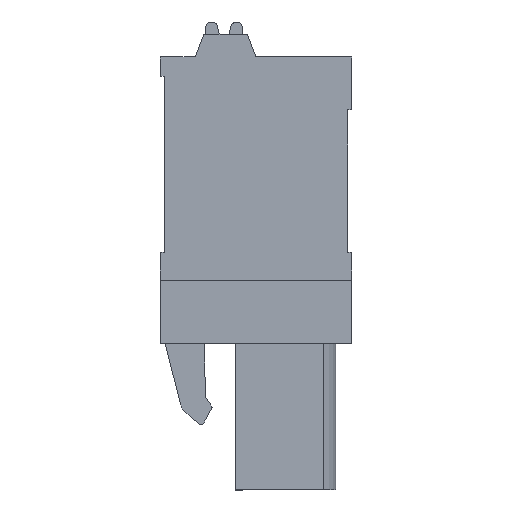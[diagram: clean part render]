
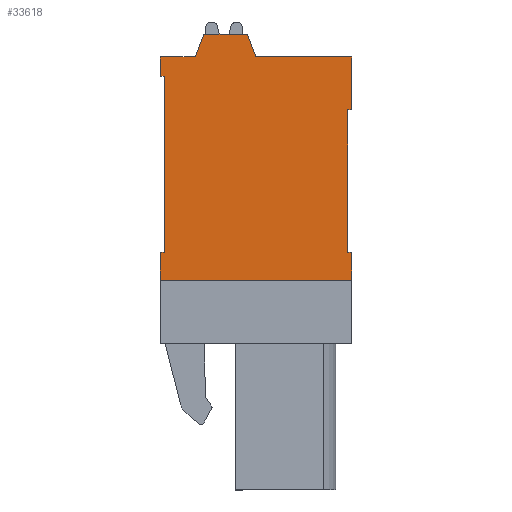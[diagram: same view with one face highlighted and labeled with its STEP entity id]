
A CAD part, left-side view. The second image highlights one B-rep face of the part: STEP entity #33618.
In plain terms, the highlighted planar face has unit normal (-1, 0, 0).
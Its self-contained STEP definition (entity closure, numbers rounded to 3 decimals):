
#3068=ORIENTED_EDGE('',*,*,#11164,.F.);
#3069=ORIENTED_EDGE('',*,*,#12324,.T.);
#3070=ORIENTED_EDGE('',*,*,#11215,.F.);
#3071=ORIENTED_EDGE('',*,*,#12323,.F.);
#3072=ORIENTED_EDGE('',*,*,#12321,.F.);
#3073=ORIENTED_EDGE('',*,*,#12319,.F.);
#3074=ORIENTED_EDGE('',*,*,#12317,.F.);
#3075=ORIENTED_EDGE('',*,*,#10940,.F.);
#3076=ORIENTED_EDGE('',*,*,#12307,.F.);
#3077=ORIENTED_EDGE('',*,*,#12306,.F.);
#3078=ORIENTED_EDGE('',*,*,#12304,.F.);
#3079=ORIENTED_EDGE('',*,*,#10991,.F.);
#3080=ORIENTED_EDGE('',*,*,#12314,.F.);
#3081=ORIENTED_EDGE('',*,*,#12312,.F.);
#3082=ORIENTED_EDGE('',*,*,#12310,.F.);
#3083=ORIENTED_EDGE('',*,*,#12308,.F.);
#10940=EDGE_CURVE('',#15830,#15831,#19097,.T.);
#10991=EDGE_CURVE('',#15880,#15881,#19148,.T.);
#11164=EDGE_CURVE('',#16022,#16023,#19299,.T.);
#11215=EDGE_CURVE('',#16067,#16068,#19350,.T.);
#12304=EDGE_CURVE('',#15881,#16854,#20359,.T.);
#12306=EDGE_CURVE('',#16854,#16855,#20361,.T.);
#12307=EDGE_CURVE('',#16855,#15830,#20362,.T.);
#12308=EDGE_CURVE('',#16023,#16856,#20363,.T.);
#12310=EDGE_CURVE('',#16856,#16857,#20365,.T.);
#12312=EDGE_CURVE('',#16857,#16858,#20367,.T.);
#12314=EDGE_CURVE('',#16858,#15880,#20369,.T.);
#12317=EDGE_CURVE('',#15831,#16859,#20372,.T.);
#12319=EDGE_CURVE('',#16859,#16860,#20374,.T.);
#12321=EDGE_CURVE('',#16860,#16861,#20376,.T.);
#12323=EDGE_CURVE('',#16861,#16067,#20378,.T.);
#12324=EDGE_CURVE('',#16022,#16068,#20379,.T.);
#15830=VERTEX_POINT('',#46884);
#15831=VERTEX_POINT('',#46886);
#15880=VERTEX_POINT('',#46988);
#15881=VERTEX_POINT('',#46990);
#16022=VERTEX_POINT('',#47321);
#16023=VERTEX_POINT('',#47323);
#16067=VERTEX_POINT('',#47419);
#16068=VERTEX_POINT('',#47421);
#16854=VERTEX_POINT('',#49549);
#16855=VERTEX_POINT('',#49553);
#16856=VERTEX_POINT('',#49559);
#16857=VERTEX_POINT('',#49563);
#16858=VERTEX_POINT('',#49567);
#16859=VERTEX_POINT('',#49578);
#16860=VERTEX_POINT('',#49582);
#16861=VERTEX_POINT('',#49586);
#19097=LINE('',#46885,#23628);
#19148=LINE('',#46989,#23679);
#19299=LINE('',#47322,#23830);
#19350=LINE('',#47420,#23881);
#20359=LINE('',#49550,#24890);
#20361=LINE('',#49554,#24892);
#20362=LINE('',#49556,#24893);
#20363=LINE('',#49558,#24894);
#20365=LINE('',#49562,#24896);
#20367=LINE('',#49566,#24898);
#20369=LINE('',#49570,#24900);
#20372=LINE('',#49577,#24903);
#20374=LINE('',#49581,#24905);
#20376=LINE('',#49585,#24907);
#20378=LINE('',#49589,#24909);
#20379=LINE('',#49591,#24910);
#23628=VECTOR('',#37742,1000.);
#23679=VECTOR('',#37799,1000.);
#23830=VECTOR('',#38030,1000.);
#23881=VECTOR('',#38085,1000.);
#24890=VECTOR('',#39762,1000.);
#24892=VECTOR('',#39766,1000.);
#24893=VECTOR('',#39769,1000.);
#24894=VECTOR('',#39772,1000.);
#24896=VECTOR('',#39776,1000.);
#24898=VECTOR('',#39780,1000.);
#24900=VECTOR('',#39784,1000.);
#24903=VECTOR('',#39795,1000.);
#24905=VECTOR('',#39799,1000.);
#24907=VECTOR('',#39803,1000.);
#24909=VECTOR('',#39807,1000.);
#24910=VECTOR('',#39810,1000.);
#28226=EDGE_LOOP('',(#3068,#3069,#3070,#3071,#3072,#3073,#3074,#3075,#3076,
#3077,#3078,#3079,#3080,#3081,#3082,#3083));
#30145=FACE_BOUND('',#28226,.T.);
#31992=PLANE('',#35566);
#33618=ADVANCED_FACE('',(#30145),#31992,.F.);
#35566=AXIS2_PLACEMENT_3D('',#49590,#39808,#39809);
#37742=DIRECTION('',(0.,-1.,0.));
#37799=DIRECTION('',(0.,-1.,0.));
#38030=DIRECTION('',(0.,0.,1.));
#38085=DIRECTION('',(0.,0.,-1.));
#39762=DIRECTION('',(0.,-0.353,0.936));
#39766=DIRECTION('',(0.,-1.,0.));
#39769=DIRECTION('',(0.,-0.353,-0.936));
#39772=DIRECTION('',(0.,-1.,0.));
#39776=DIRECTION('',(0.,0.,1.));
#39780=DIRECTION('',(0.,1.,0.));
#39784=DIRECTION('',(0.,0.,1.));
#39795=DIRECTION('',(0.,0.,-1.));
#39799=DIRECTION('',(0.,1.,0.));
#39803=DIRECTION('',(0.,0.,-1.));
#39807=DIRECTION('',(0.,-1.,0.));
#39808=DIRECTION('',(1.,0.,0.));
#39809=DIRECTION('',(0.,0.,-1.));
#39810=DIRECTION('',(0.,-1.,0.));
#46884=CARTESIAN_POINT('',(-22.86,0.01,7.14));
#46885=CARTESIAN_POINT('',(-22.86,0.01,7.14));
#46886=CARTESIAN_POINT('',(-22.86,-5.5,7.14));
#46988=CARTESIAN_POINT('',(-22.86,5.5,7.14));
#46989=CARTESIAN_POINT('',(-22.86,5.5,7.14));
#46990=CARTESIAN_POINT('',(-22.86,3.49,7.14));
#47321=CARTESIAN_POINT('',(-22.86,5.5,-5.7));
#47322=CARTESIAN_POINT('',(-22.86,5.5,-8.6));
#47323=CARTESIAN_POINT('',(-22.86,5.5,-4.1));
#47419=CARTESIAN_POINT('',(-22.86,-5.5,-4.1));
#47420=CARTESIAN_POINT('',(-22.86,-5.5,-4.1));
#47421=CARTESIAN_POINT('',(-22.86,-5.5,-5.7));
#49549=CARTESIAN_POINT('',(-22.86,3.,8.44));
#49550=CARTESIAN_POINT('',(-22.86,3.,8.44));
#49553=CARTESIAN_POINT('',(-22.86,0.5,8.44));
#49554=CARTESIAN_POINT('',(-22.86,0.5,8.44));
#49556=CARTESIAN_POINT('',(-22.86,0.01,7.14));
#49558=CARTESIAN_POINT('',(-22.86,5.5,-4.1));
#49559=CARTESIAN_POINT('',(-22.86,5.27,-4.1));
#49562=CARTESIAN_POINT('',(-22.86,5.27,-4.1));
#49563=CARTESIAN_POINT('',(-22.86,5.27,6.04));
#49566=CARTESIAN_POINT('',(-22.86,5.27,6.04));
#49567=CARTESIAN_POINT('',(-22.86,5.5,6.04));
#49570=CARTESIAN_POINT('',(-22.86,5.5,6.04));
#49577=CARTESIAN_POINT('',(-22.86,-5.5,7.14));
#49578=CARTESIAN_POINT('',(-22.86,-5.5,4.1));
#49581=CARTESIAN_POINT('',(-22.86,-5.5,4.1));
#49582=CARTESIAN_POINT('',(-22.86,-5.27,4.1));
#49585=CARTESIAN_POINT('',(-22.86,-5.27,4.1));
#49586=CARTESIAN_POINT('',(-22.86,-5.27,-4.1));
#49589=CARTESIAN_POINT('',(-22.86,-5.27,-4.1));
#49590=CARTESIAN_POINT('',(-22.86,0.,0.));
#49591=CARTESIAN_POINT('',(-22.86,5.5,-5.7));
